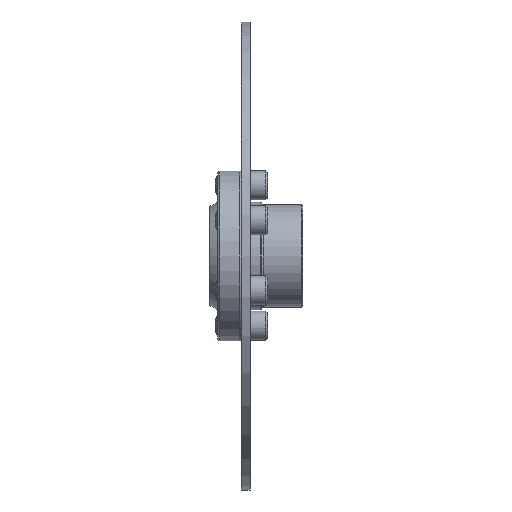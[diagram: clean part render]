
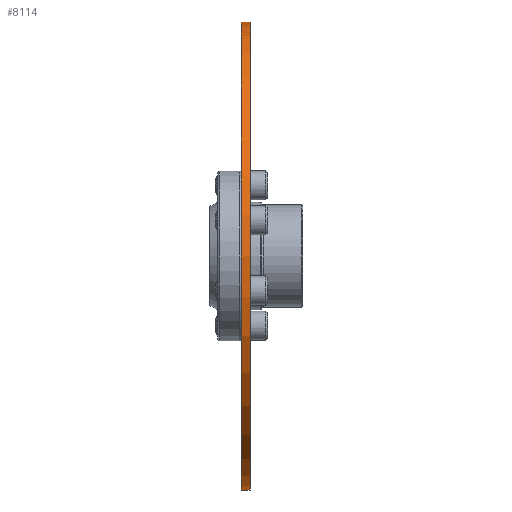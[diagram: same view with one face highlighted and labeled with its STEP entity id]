
A CAD part, front view. The second image highlights one B-rep face of the part: STEP entity #8114.
In plain terms, the highlighted cylindrical face has radius 80 mm (diameter 160 mm), a partial arc.
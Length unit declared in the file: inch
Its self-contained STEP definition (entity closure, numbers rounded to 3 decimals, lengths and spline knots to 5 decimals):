
#20 = ORIENTED_EDGE ( 'NONE', *, *, #2584, .F. ) ;
#1116 = CARTESIAN_POINT ( 'NONE',  ( 0.11811, 0., 0. ) ) ;
#1174 = CARTESIAN_POINT ( 'NONE',  ( 0., 0., 3.14961 ) ) ;
#1221 = LINE ( 'NONE', #6804, #5897 ) ;
#1230 = CIRCLE ( 'NONE', #3320, 3.14961 ) ;
#1458 = AXIS2_PLACEMENT_3D ( 'NONE', #1116, #5263, #8062 ) ;
#1665 = EDGE_CURVE ( 'NONE', #8037, #7998, #5595, .T. ) ;
#2229 = ORIENTED_EDGE ( 'NONE', *, *, #2830, .T. ) ;
#2291 = CARTESIAN_POINT ( 'NONE',  ( 0., 0., 0. ) ) ;
#2417 = CARTESIAN_POINT ( 'NONE',  ( 0.11811, 0., 3.14961 ) ) ;
#2584 = EDGE_CURVE ( 'NONE', #5350, #7998, #1221, .T. ) ;
#2683 = DIRECTION ( 'NONE',  ( -1., 0., 0. ) ) ;
#2830 = EDGE_CURVE ( 'NONE', #8767, #8037, #7007, .T. ) ;
#2844 = DIRECTION ( 'NONE',  ( 0., 0., -1. ) ) ;
#3320 = AXIS2_PLACEMENT_3D ( 'NONE', #3632, #7846, #2844 ) ;
#3632 = CARTESIAN_POINT ( 'NONE',  ( 0.11811, 0., 0. ) ) ;
#3701 = ORIENTED_EDGE ( 'NONE', *, *, #7908, .F. ) ;
#4369 = FACE_OUTER_BOUND ( 'NONE', #8377, .T. ) ;
#5263 = DIRECTION ( 'NONE',  ( -1., 0., 0. ) ) ;
#5350 = VERTEX_POINT ( 'NONE', #8895 ) ;
#5595 = CIRCLE ( 'NONE', #6801, 3.14961 ) ;
#5897 = VECTOR ( 'NONE', #2683, 39.37008 ) ;
#6377 = CARTESIAN_POINT ( 'NONE',  ( 0., 0., -3.14961 ) ) ;
#6762 = ORIENTED_EDGE ( 'NONE', *, *, #1665, .T. ) ;
#6778 = VECTOR ( 'NONE', #7243, 39.37008 ) ;
#6801 = AXIS2_PLACEMENT_3D ( 'NONE', #2291, #7176, #7869 ) ;
#6804 = CARTESIAN_POINT ( 'NONE',  ( 0.11811, 0., -3.14961 ) ) ;
#7007 = LINE ( 'NONE', #2417, #6778 ) ;
#7024 = CARTESIAN_POINT ( 'NONE',  ( 0.11811, 0., 3.14961 ) ) ;
#7176 = DIRECTION ( 'NONE',  ( 1., 0., 0. ) ) ;
#7243 = DIRECTION ( 'NONE',  ( -1., 0., 0. ) ) ;
#7846 = DIRECTION ( 'NONE',  ( 1., 0., 0. ) ) ;
#7869 = DIRECTION ( 'NONE',  ( 0., 0., -1. ) ) ;
#7908 = EDGE_CURVE ( 'NONE', #8767, #5350, #1230, .T. ) ;
#7998 = VERTEX_POINT ( 'NONE', #6377 ) ;
#8037 = VERTEX_POINT ( 'NONE', #1174 ) ;
#8062 = DIRECTION ( 'NONE',  ( 0., 0., 1. ) ) ;
#8114 = ADVANCED_FACE ( 'NONE', ( #4369 ), #8310, .T. ) ;
#8310 = CYLINDRICAL_SURFACE ( 'NONE', #1458, 3.14961 ) ;
#8377 = EDGE_LOOP ( 'NONE', ( #20, #3701, #2229, #6762 ) ) ;
#8767 = VERTEX_POINT ( 'NONE', #7024 ) ;
#8895 = CARTESIAN_POINT ( 'NONE',  ( 0.11811, 0., -3.14961 ) ) ;
